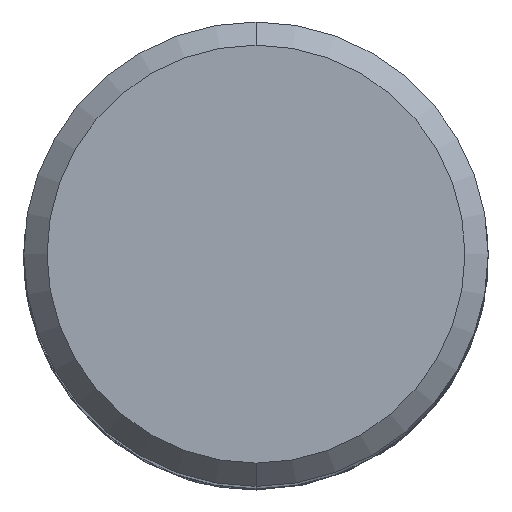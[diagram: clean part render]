
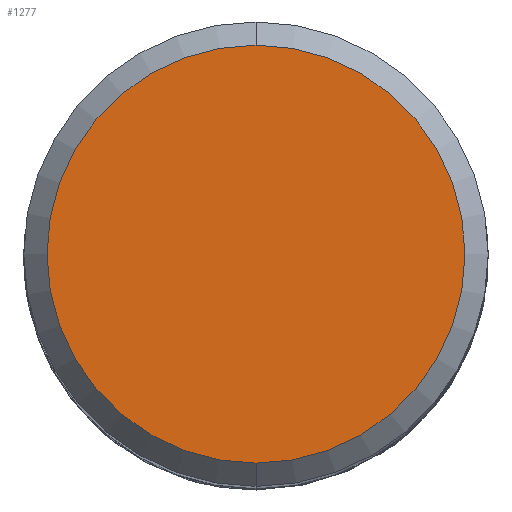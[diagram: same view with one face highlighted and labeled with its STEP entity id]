
A CAD part, top view. The second image highlights one B-rep face of the part: STEP entity #1277.
In plain terms, the highlighted planar face has unit normal (0, 0, 1).
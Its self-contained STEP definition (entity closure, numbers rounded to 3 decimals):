
#571=EDGE_CURVE('',#893,#865,#1504,.T.);
#865=VERTEX_POINT('',#1827);
#893=VERTEX_POINT('',#1857);
#1255=EDGE_CURVE('',#865,#893,#2252,.T.);
#1277=ADVANCED_FACE('',(#2277),#2278,.T.);
#1504=CIRCLE('',#2767,9.0);
#1827=CARTESIAN_POINT('',(0.0,9.0,0.0));
#1857=CARTESIAN_POINT('',(0.,-9.0,0.0));
#2252=CIRCLE('',#12730,9.0);
#2277=FACE_OUTER_BOUND('',#13339,.T.);
#2278=PLANE('',#13340);
#2767=AXIS2_PLACEMENT_3D('',#15601,#15602,#15603);
#12730=AXIS2_PLACEMENT_3D('',#16381,#16382,#16383);
#13339=EDGE_LOOP('',(#16407,#16408));
#13340=AXIS2_PLACEMENT_3D('',#16409,#16410,#16411);
#15601=CARTESIAN_POINT('',(0.0,0.0,0.0));
#15602=DIRECTION('',(0.0,0.0,-1.0));
#15603=DIRECTION('',(0.0,1.0,0.0));
#16381=CARTESIAN_POINT('',(0.0,0.0,0.0));
#16382=DIRECTION('',(0.0,0.0,-1.0));
#16383=DIRECTION('',(0.0,1.0,0.0));
#16407=ORIENTED_EDGE('',*,*,#1255,.F.);
#16408=ORIENTED_EDGE('',*,*,#571,.F.);
#16409=CARTESIAN_POINT('',(0.0,4.5,0.0));
#16410=DIRECTION('',(-0.0,0.0,1.0));
#16411=DIRECTION('',(0.0,-1.0,0.0));
